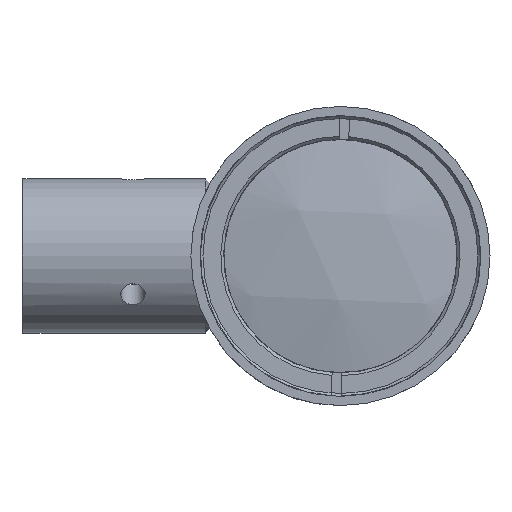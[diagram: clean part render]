
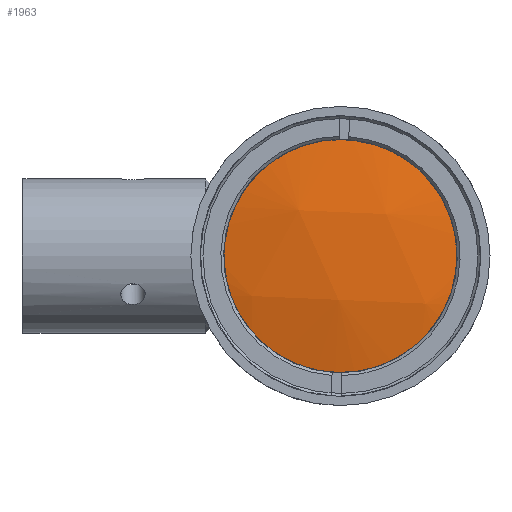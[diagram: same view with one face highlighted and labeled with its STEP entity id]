
A CAD part, left-side view. The second image highlights one B-rep face of the part: STEP entity #1963.
In plain terms, the highlighted spherical face has radius 52.689 mm.
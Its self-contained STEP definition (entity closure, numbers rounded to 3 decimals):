
#51 = EDGE_LOOP ( 'NONE', ( #2264 ) ) ;
#164 = VERTEX_POINT ( 'NONE', #1816 ) ;
#282 = DIRECTION ( 'NONE',  ( 0., 0.043, -0.999 ) ) ;
#294 = SPHERICAL_SURFACE ( 'NONE', #1091, 52.689 ) ;
#603 = CARTESIAN_POINT ( 'NONE',  ( -57.551, 0., 0. ) ) ;
#830 = DIRECTION ( 'NONE',  ( 1., 0., 0. ) ) ;
#915 = DIRECTION ( 'NONE',  ( 0., 0.999, 0.043 ) ) ;
#1071 = CARTESIAN_POINT ( 'NONE',  ( -6.621, 0., 0. ) ) ;
#1091 = AXIS2_PLACEMENT_3D ( 'NONE', #1071, #2122, #915 ) ;
#1223 = AXIS2_PLACEMENT_3D ( 'NONE', #603, #830, #282 ) ;
#1772 = EDGE_CURVE ( 'NONE', #164, #164, #2034, .T. ) ;
#1816 = CARTESIAN_POINT ( 'NONE',  ( -57.551, 0.587, -13.487 ) ) ;
#1963 = ADVANCED_FACE ( 'NONE', ( #2304 ), #294, .T. ) ;
#2034 = CIRCLE ( 'NONE', #1223, 13.5 ) ;
#2122 = DIRECTION ( 'NONE',  ( 0., -0.043, 0.999 ) ) ;
#2264 = ORIENTED_EDGE ( 'NONE', *, *, #1772, .F. ) ;
#2304 = FACE_OUTER_BOUND ( 'NONE', #51, .T. ) ;
